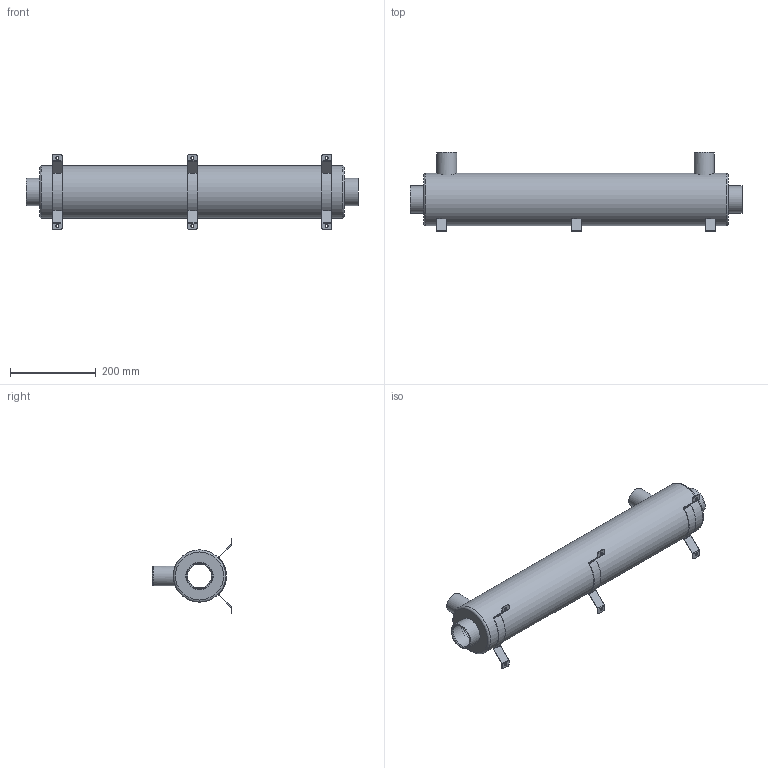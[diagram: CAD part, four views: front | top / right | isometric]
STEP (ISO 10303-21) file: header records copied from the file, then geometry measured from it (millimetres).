
FILE_DESCRIPTION (( 'STEP AP203' ), '1' );
FILE_NAME ('栖 眛.75.2 3D.STEP', '2025-03-06T14:01:15', ( '' ), ( '' ), 'SwSTEP 2.0', 'SolidWorks 2022', '' );
FILE_SCHEMA (( 'CONFIG_CONTROL_DESIGN' ));
Length unit declared in the file: millimetre
Products named in the file (1): Сб ТО.75.2 3D
Bounding box: 774 x 184.99 x 175.5 mm (x, y, z)
Volume: 1433836.2 mm3; surface area: 630512 mm2
Topology: 6 solids, 6 shells, 176 faces, 384 edges, 222 vertices
Faces by surface type: plane 106, cylinder 64, cone 4, torus 2
Full cylindrical faces by diameter (mm): 7 x6, 42 x4, 46.437 x2, 54.697 x2, 59.635 x2, 63.5 x2, 112 x1, 122 x1
Entity records: 5467 total; most frequent: CARTESIAN_POINT 1637, DIRECTION 814, ORIENTED_EDGE 692, EDGE_CURVE 346, AXIS2_PLACEMENT_3D 299, EDGE_LOOP 230, LINE 216, VECTOR 216
